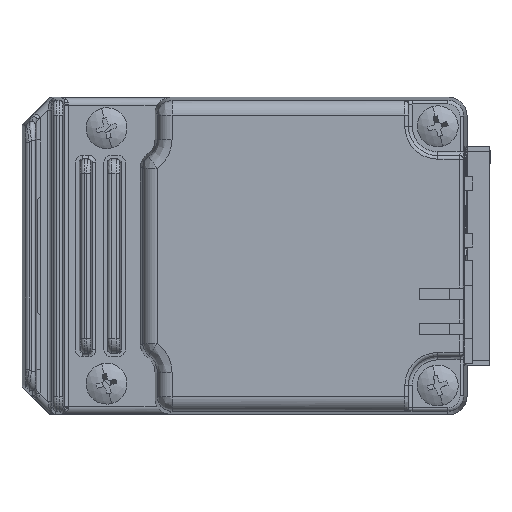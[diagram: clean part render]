
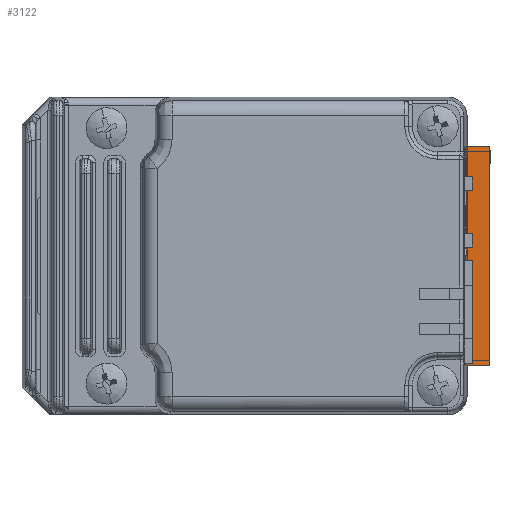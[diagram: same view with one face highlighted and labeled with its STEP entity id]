
A CAD part, front view. The second image highlights one B-rep face of the part: STEP entity #3122.
In plain terms, the highlighted planar face has unit normal (0, -1, 0).
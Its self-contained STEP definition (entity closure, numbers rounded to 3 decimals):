
#231 = DIRECTION ( 'NONE',  ( 1., 0., 0. ) ) ;
#381 = CARTESIAN_POINT ( 'NONE',  ( 46.069, -73.208, 69.5 ) ) ;
#890 = DIRECTION ( 'NONE',  ( -1., 0., 0. ) ) ;
#896 = EDGE_CURVE ( 'NONE', #13180, #2065, #12341, .T. ) ;
#910 = ORIENTED_EDGE ( 'NONE', *, *, #7272, .F. ) ;
#966 = VECTOR ( 'NONE', #231, 1000. ) ;
#1189 = EDGE_CURVE ( 'NONE', #12714, #5558, #1881, .T. ) ;
#1370 = LINE ( 'NONE', #14188, #1583 ) ;
#1552 = CARTESIAN_POINT ( 'NONE',  ( 36.469, -73.208, 40.7 ) ) ;
#1561 = LINE ( 'NONE', #11402, #12452 ) ;
#1583 = VECTOR ( 'NONE', #16874, 1000. ) ;
#1881 = LINE ( 'NONE', #16178, #4612 ) ;
#2004 = LINE ( 'NONE', #4919, #13083 ) ;
#2065 = VERTEX_POINT ( 'NONE', #6101 ) ;
#2150 = EDGE_CURVE ( 'NONE', #6721, #7788, #2004, .T. ) ;
#2214 = CARTESIAN_POINT ( 'NONE',  ( 46.069, -73.208, 69.5 ) ) ;
#2229 = LINE ( 'NONE', #14816, #966 ) ;
#2879 = DIRECTION ( 'NONE',  ( 0., 0., -1. ) ) ;
#3122 = ADVANCED_FACE ( 'NONE', ( #16357 ), #7110, .F. ) ;
#3505 = CARTESIAN_POINT ( 'NONE',  ( 33.369, -73.208, 69.5 ) ) ;
#3785 = VECTOR ( 'NONE', #12770, 1000. ) ;
#4532 = ORIENTED_EDGE ( 'NONE', *, *, #896, .T. ) ;
#4612 = VECTOR ( 'NONE', #2879, 1000. ) ;
#4630 = EDGE_CURVE ( 'NONE', #7788, #7761, #9852, .T. ) ;
#4919 = CARTESIAN_POINT ( 'NONE',  ( 46.069, -73.208, 40.7 ) ) ;
#5558 = VERTEX_POINT ( 'NONE', #15236 ) ;
#5828 = DIRECTION ( 'NONE',  ( 0., 1., 0. ) ) ;
#6101 = CARTESIAN_POINT ( 'NONE',  ( 33.369, -73.208, 68.3 ) ) ;
#6236 = CARTESIAN_POINT ( 'NONE',  ( 33.369, -73.208, 69.5 ) ) ;
#6270 = DIRECTION ( 'NONE',  ( 1., 0., 0. ) ) ;
#6406 = AXIS2_PLACEMENT_3D ( 'NONE', #381, #5828, #16553 ) ;
#6721 = VERTEX_POINT ( 'NONE', #7334 ) ;
#7110 = PLANE ( 'NONE',  #6406 ) ;
#7116 = CARTESIAN_POINT ( 'NONE',  ( 33.369, -73.208, 39.5 ) ) ;
#7272 = EDGE_CURVE ( 'NONE', #7761, #2065, #1370, .T. ) ;
#7334 = CARTESIAN_POINT ( 'NONE',  ( 33.369, -73.208, 40.7 ) ) ;
#7353 = VECTOR ( 'NONE', #13999, 1000. ) ;
#7761 = VERTEX_POINT ( 'NONE', #9520 ) ;
#7788 = VERTEX_POINT ( 'NONE', #1552 ) ;
#9198 = ORIENTED_EDGE ( 'NONE', *, *, #2150, .F. ) ;
#9264 = ORIENTED_EDGE ( 'NONE', *, *, #1189, .F. ) ;
#9520 = CARTESIAN_POINT ( 'NONE',  ( 36.469, -73.208, 68.3 ) ) ;
#9852 = LINE ( 'NONE', #10087, #7353 ) ;
#10087 = CARTESIAN_POINT ( 'NONE',  ( 36.469, -73.208, 40.7 ) ) ;
#10491 = ORIENTED_EDGE ( 'NONE', *, *, #16570, .T. ) ;
#11402 = CARTESIAN_POINT ( 'NONE',  ( 46.069, -73.208, 39.5 ) ) ;
#12032 = ORIENTED_EDGE ( 'NONE', *, *, #4630, .F. ) ;
#12233 = ORIENTED_EDGE ( 'NONE', *, *, #15151, .F. ) ;
#12341 = LINE ( 'NONE', #6236, #3785 ) ;
#12452 = VECTOR ( 'NONE', #890, 1000. ) ;
#12714 = VERTEX_POINT ( 'NONE', #2214 ) ;
#12770 = DIRECTION ( 'NONE',  ( 0., 0., -1. ) ) ;
#12830 = CARTESIAN_POINT ( 'NONE',  ( 33.369, -73.208, 69.5 ) ) ;
#12854 = DIRECTION ( 'NONE',  ( 0., 0., -1. ) ) ;
#13083 = VECTOR ( 'NONE', #6270, 1000. ) ;
#13180 = VERTEX_POINT ( 'NONE', #12830 ) ;
#13999 = DIRECTION ( 'NONE',  ( 0., 0., 1. ) ) ;
#14188 = CARTESIAN_POINT ( 'NONE',  ( 46.069, -73.208, 68.3 ) ) ;
#14816 = CARTESIAN_POINT ( 'NONE',  ( 46.069, -73.208, 69.5 ) ) ;
#15151 = EDGE_CURVE ( 'NONE', #13180, #12714, #2229, .T. ) ;
#15176 = ORIENTED_EDGE ( 'NONE', *, *, #16004, .F. ) ;
#15236 = CARTESIAN_POINT ( 'NONE',  ( 46.069, -73.208, 39.5 ) ) ;
#15596 = VERTEX_POINT ( 'NONE', #7116 ) ;
#16004 = EDGE_CURVE ( 'NONE', #5558, #15596, #1561, .T. ) ;
#16178 = CARTESIAN_POINT ( 'NONE',  ( 46.069, -73.208, 69.5 ) ) ;
#16357 = FACE_OUTER_BOUND ( 'NONE', #17077, .T. ) ;
#16401 = VECTOR ( 'NONE', #12854, 1000. ) ;
#16553 = DIRECTION ( 'NONE',  ( 0., 0., 1. ) ) ;
#16570 = EDGE_CURVE ( 'NONE', #6721, #15596, #17228, .T. ) ;
#16874 = DIRECTION ( 'NONE',  ( -1., 0., 0. ) ) ;
#17077 = EDGE_LOOP ( 'NONE', ( #15176, #9264, #12233, #4532, #910, #12032, #9198, #10491 ) ) ;
#17228 = LINE ( 'NONE', #3505, #16401 ) ;
